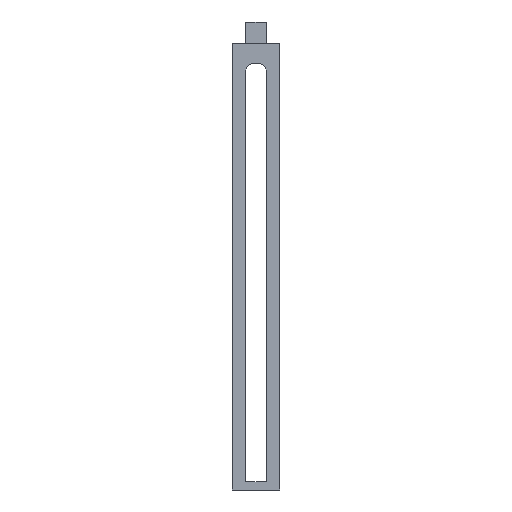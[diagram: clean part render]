
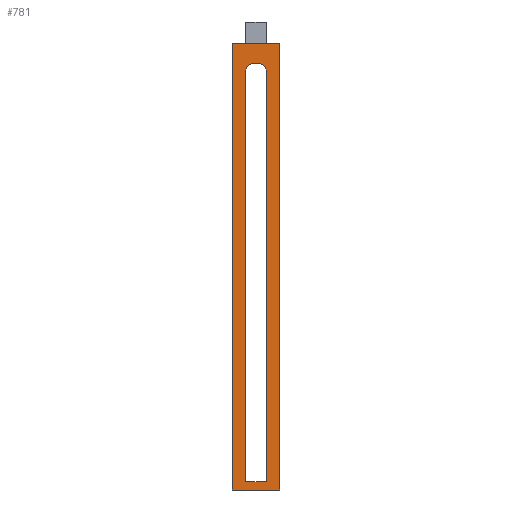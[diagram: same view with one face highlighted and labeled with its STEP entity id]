
A CAD part, left-side view. The second image highlights one B-rep face of the part: STEP entity #781.
In plain terms, the highlighted planar face has unit normal (-1, 0, 0).
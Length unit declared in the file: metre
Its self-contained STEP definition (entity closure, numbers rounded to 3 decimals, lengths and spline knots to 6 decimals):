
#49=CIRCLE('',#848,0.003);
#50=CIRCLE('',#849,0.003);
#157=ORIENTED_EDGE('',*,*,#347,.T.);
#158=ORIENTED_EDGE('',*,*,#321,.T.);
#159=ORIENTED_EDGE('',*,*,#348,.F.);
#160=ORIENTED_EDGE('',*,*,#349,.T.);
#161=ORIENTED_EDGE('',*,*,#342,.F.);
#162=ORIENTED_EDGE('',*,*,#350,.T.);
#163=ORIENTED_EDGE('',*,*,#351,.T.);
#164=ORIENTED_EDGE('',*,*,#352,.F.);
#165=ORIENTED_EDGE('',*,*,#353,.T.);
#166=ORIENTED_EDGE('',*,*,#354,.T.);
#321=EDGE_CURVE('',#424,#423,#498,.T.);
#342=EDGE_CURVE('',#437,#438,#514,.T.);
#347=EDGE_CURVE('',#441,#424,#519,.T.);
#348=EDGE_CURVE('',#442,#423,#520,.T.);
#349=EDGE_CURVE('',#442,#441,#521,.T.);
#350=EDGE_CURVE('',#437,#443,#49,.T.);
#351=EDGE_CURVE('',#443,#444,#522,.T.);
#352=EDGE_CURVE('',#445,#444,#523,.T.);
#353=EDGE_CURVE('',#445,#446,#524,.T.);
#354=EDGE_CURVE('',#446,#438,#50,.T.);
#423=VERTEX_POINT('',#1200);
#424=VERTEX_POINT('',#1202);
#437=VERTEX_POINT('',#1242);
#438=VERTEX_POINT('',#1244);
#441=VERTEX_POINT('',#1253);
#442=VERTEX_POINT('',#1255);
#443=VERTEX_POINT('',#1258);
#444=VERTEX_POINT('',#1260);
#445=VERTEX_POINT('',#1262);
#446=VERTEX_POINT('',#1264);
#498=LINE('',#1201,#582);
#514=LINE('',#1243,#598);
#519=LINE('',#1252,#603);
#520=LINE('',#1254,#604);
#521=LINE('',#1256,#605);
#522=LINE('',#1259,#606);
#523=LINE('',#1261,#607);
#524=LINE('',#1263,#608);
#582=VECTOR('',#957,1.);
#598=VECTOR('',#997,1.);
#603=VECTOR('',#1004,1.);
#604=VECTOR('',#1005,1.);
#605=VECTOR('',#1006,1.);
#606=VECTOR('',#1009,1.);
#607=VECTOR('',#1010,1.);
#608=VECTOR('',#1011,1.);
#649=EDGE_LOOP('',(#157,#158,#159,#160));
#650=EDGE_LOOP('',(#161,#162,#163,#164,#165,#166));
#707=FACE_BOUND('',#649,.T.);
#708=FACE_BOUND('',#650,.T.);
#756=PLANE('',#847);
#781=ADVANCED_FACE('',(#707,#708),#756,.F.);
#847=AXIS2_PLACEMENT_3D('',#1251,#1002,#1003);
#848=AXIS2_PLACEMENT_3D('',#1257,#1007,#1008);
#849=AXIS2_PLACEMENT_3D('',#1265,#1012,#1013);
#957=DIRECTION('',(0.,1.,0.));
#997=DIRECTION('',(0.,1.,0.));
#1002=DIRECTION('',(1.,0.,0.));
#1003=DIRECTION('',(0.,1.,0.));
#1004=DIRECTION('',(0.,0.,1.));
#1005=DIRECTION('',(0.,0.,1.));
#1006=DIRECTION('',(0.,-1.,0.));
#1007=DIRECTION('',(1.,0.,0.));
#1008=DIRECTION('',(0.,1.,0.));
#1009=DIRECTION('',(0.,0.,-1.));
#1010=DIRECTION('',(0.,-1.,0.));
#1011=DIRECTION('',(0.,0.,1.));
#1012=DIRECTION('',(1.,0.,0.));
#1013=DIRECTION('',(0.,1.,0.));
#1200=CARTESIAN_POINT('',(-0.056709,0.00875,0.132007));
#1201=CARTESIAN_POINT('',(-0.056709,-0.003752,0.132007));
#1202=CARTESIAN_POINT('',(-0.056709,-0.00875,0.132007));
#1242=CARTESIAN_POINT('',(-0.056709,-0.00075,0.124945));
#1243=CARTESIAN_POINT('',(-0.056709,-0.003752,0.124945));
#1244=CARTESIAN_POINT('',(-0.056709,0.00075,0.124945));
#1251=CARTESIAN_POINT('',(-0.056709,-0.003752,0.128476));
#1252=CARTESIAN_POINT('',(-0.056709,-0.00875,-0.030993));
#1253=CARTESIAN_POINT('',(-0.056709,-0.00875,-0.030993));
#1254=CARTESIAN_POINT('',(-0.056709,0.00875,0.052007));
#1255=CARTESIAN_POINT('',(-0.056709,0.00875,-0.030993));
#1256=CARTESIAN_POINT('',(-0.056709,0.008752,-0.030993));
#1257=CARTESIAN_POINT('',(-0.056709,-0.00075,0.121945));
#1258=CARTESIAN_POINT('',(-0.056709,-0.00375,0.121945));
#1259=CARTESIAN_POINT('',(-0.056709,-0.00375,0.132009));
#1260=CARTESIAN_POINT('',(-0.056709,-0.00375,-0.027993));
#1261=CARTESIAN_POINT('',(-0.056709,0.008752,-0.027993));
#1262=CARTESIAN_POINT('',(-0.056709,0.00375,-0.027993));
#1263=CARTESIAN_POINT('',(-0.056709,0.00375,0.052007));
#1264=CARTESIAN_POINT('',(-0.056709,0.00375,0.121945));
#1265=CARTESIAN_POINT('',(-0.056709,0.00075,0.121945));
